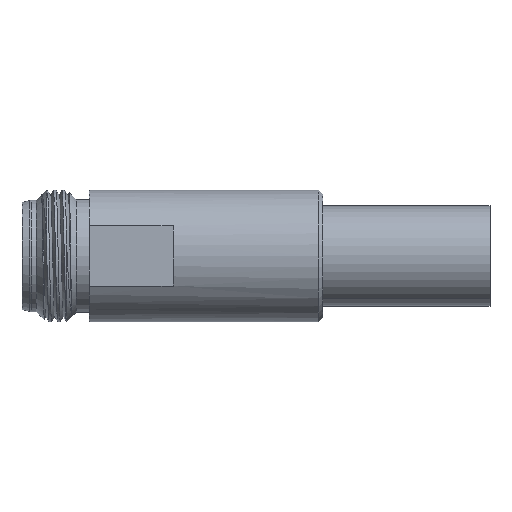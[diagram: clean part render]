
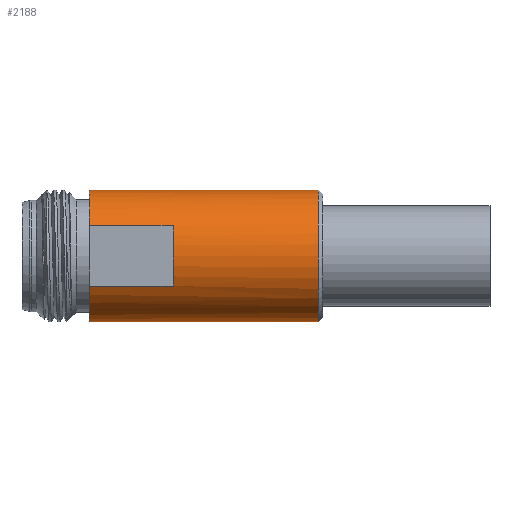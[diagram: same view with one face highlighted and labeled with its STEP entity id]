
A CAD part, top view. The second image highlights one B-rep face of the part: STEP entity #2188.
In plain terms, the highlighted cylindrical face has radius 7.875 mm (diameter 15.75 mm), a partial arc.
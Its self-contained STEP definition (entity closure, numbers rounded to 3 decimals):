
#36 = DIRECTION ( 'NONE',  ( 0., -1., 0. ) ) ;
#41 = CARTESIAN_POINT ( 'NONE',  ( -37.24, 0., 0. ) ) ;
#43 = VECTOR ( 'NONE', #396, 1000. ) ;
#59 = VERTEX_POINT ( 'NONE', #1399 ) ;
#128 = CIRCLE ( 'NONE', #769, 7.875 ) ;
#178 = DIRECTION ( 'NONE',  ( 1., 0., 0. ) ) ;
#185 = EDGE_CURVE ( 'NONE', #456, #442, #211, .T. ) ;
#211 = LINE ( 'NONE', #923, #43 ) ;
#251 = CARTESIAN_POINT ( 'NONE',  ( -9.9, 0., 0. ) ) ;
#325 = DIRECTION ( 'NONE',  ( 1., 0., 0. ) ) ;
#365 = CARTESIAN_POINT ( 'NONE',  ( 0., 0., 0. ) ) ;
#385 = VECTOR ( 'NONE', #2040, 1000. ) ;
#396 = DIRECTION ( 'NONE',  ( 1., 0., 0. ) ) ;
#402 = CARTESIAN_POINT ( 'NONE',  ( -37.24, 3.608, 7. ) ) ;
#412 = EDGE_LOOP ( 'NONE', ( #1688, #1549, #514, #2138, #999, #1527, #1707, #831 ) ) ;
#442 = VERTEX_POINT ( 'NONE', #909 ) ;
#447 = DIRECTION ( 'NONE',  ( -1., 0., 0. ) ) ;
#456 = VERTEX_POINT ( 'NONE', #2153 ) ;
#514 = ORIENTED_EDGE ( 'NONE', *, *, #1597, .T. ) ;
#537 = CIRCLE ( 'NONE', #2112, 7.875 ) ;
#549 = DIRECTION ( 'NONE',  ( 0., 1., 0. ) ) ;
#572 = CIRCLE ( 'NONE', #1888, 7.875 ) ;
#578 = CARTESIAN_POINT ( 'NONE',  ( 0., 3.608, 7. ) ) ;
#602 = EDGE_CURVE ( 'NONE', #456, #1946, #572, .T. ) ;
#613 = VERTEX_POINT ( 'NONE', #766 ) ;
#678 = CARTESIAN_POINT ( 'NONE',  ( -37.24, -7.875, 0. ) ) ;
#766 = CARTESIAN_POINT ( 'NONE',  ( -37.24, -3.608, 7. ) ) ;
#769 = AXIS2_PLACEMENT_3D ( 'NONE', #787, #1648, #36 ) ;
#787 = CARTESIAN_POINT ( 'NONE',  ( -27.24, 0., 0. ) ) ;
#831 = ORIENTED_EDGE ( 'NONE', *, *, #1021, .T. ) ;
#833 = CARTESIAN_POINT ( 'NONE',  ( -27.24, 3.608, 7. ) ) ;
#898 = EDGE_CURVE ( 'NONE', #1195, #59, #2027, .T. ) ;
#901 = CARTESIAN_POINT ( 'NONE',  ( -37.24, 0., 0. ) ) ;
#909 = CARTESIAN_POINT ( 'NONE',  ( -9.9, 7.875, 0. ) ) ;
#923 = CARTESIAN_POINT ( 'NONE',  ( 0., 7.875, 0. ) ) ;
#954 = DIRECTION ( 'NONE',  ( 0., 1., 0. ) ) ;
#972 = DIRECTION ( 'NONE',  ( 0., 1., 0. ) ) ;
#999 = ORIENTED_EDGE ( 'NONE', *, *, #602, .T. ) ;
#1021 = EDGE_CURVE ( 'NONE', #1469, #613, #1883, .T. ) ;
#1086 = DIRECTION ( 'NONE',  ( 0., 1., 0. ) ) ;
#1088 = CARTESIAN_POINT ( 'NONE',  ( -27.24, -3.608, 7. ) ) ;
#1095 = EDGE_CURVE ( 'NONE', #1974, #1469, #128, .T. ) ;
#1195 = VERTEX_POINT ( 'NONE', #678 ) ;
#1233 = FACE_OUTER_BOUND ( 'NONE', #412, .T. ) ;
#1285 = AXIS2_PLACEMENT_3D ( 'NONE', #365, #178, #549 ) ;
#1299 = DIRECTION ( 'NONE',  ( 1., 0., 0. ) ) ;
#1399 = CARTESIAN_POINT ( 'NONE',  ( -9.9, -7.875, 0. ) ) ;
#1469 = VERTEX_POINT ( 'NONE', #1088 ) ;
#1527 = ORIENTED_EDGE ( 'NONE', *, *, #1936, .T. ) ;
#1549 = ORIENTED_EDGE ( 'NONE', *, *, #898, .T. ) ;
#1556 = VECTOR ( 'NONE', #447, 1000. ) ;
#1597 = EDGE_CURVE ( 'NONE', #59, #442, #537, .T. ) ;
#1628 = VECTOR ( 'NONE', #1299, 1000. ) ;
#1648 = DIRECTION ( 'NONE',  ( 1., 0., 0. ) ) ;
#1688 = ORIENTED_EDGE ( 'NONE', *, *, #2218, .T. ) ;
#1707 = ORIENTED_EDGE ( 'NONE', *, *, #1095, .T. ) ;
#1789 = CYLINDRICAL_SURFACE ( 'NONE', #1285, 7.875 ) ;
#1814 = DIRECTION ( 'NONE',  ( -1., 0., 0. ) ) ;
#1883 = LINE ( 'NONE', #2248, #1556 ) ;
#1888 = AXIS2_PLACEMENT_3D ( 'NONE', #41, #1899, #954 ) ;
#1899 = DIRECTION ( 'NONE',  ( 1., 0., 0. ) ) ;
#1936 = EDGE_CURVE ( 'NONE', #1946, #1974, #2181, .T. ) ;
#1946 = VERTEX_POINT ( 'NONE', #402 ) ;
#1974 = VERTEX_POINT ( 'NONE', #833 ) ;
#2027 = LINE ( 'NONE', #2216, #385 ) ;
#2040 = DIRECTION ( 'NONE',  ( 1., 0., 0. ) ) ;
#2112 = AXIS2_PLACEMENT_3D ( 'NONE', #251, #1814, #972 ) ;
#2138 = ORIENTED_EDGE ( 'NONE', *, *, #185, .F. ) ;
#2153 = CARTESIAN_POINT ( 'NONE',  ( -37.24, 7.875, 0. ) ) ;
#2178 = CIRCLE ( 'NONE', #2186, 7.875 ) ;
#2181 = LINE ( 'NONE', #578, #1628 ) ;
#2186 = AXIS2_PLACEMENT_3D ( 'NONE', #901, #325, #1086 ) ;
#2188 = ADVANCED_FACE ( 'NONE', ( #1233 ), #1789, .T. ) ;
#2216 = CARTESIAN_POINT ( 'NONE',  ( 0., -7.875, 0. ) ) ;
#2218 = EDGE_CURVE ( 'NONE', #613, #1195, #2178, .T. ) ;
#2248 = CARTESIAN_POINT ( 'NONE',  ( 0., -3.608, 7. ) ) ;
